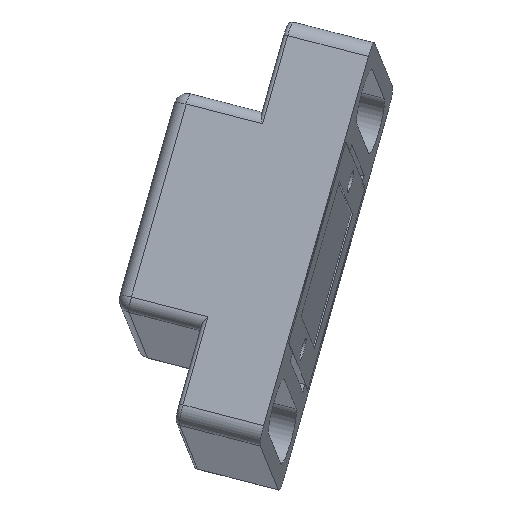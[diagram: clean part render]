
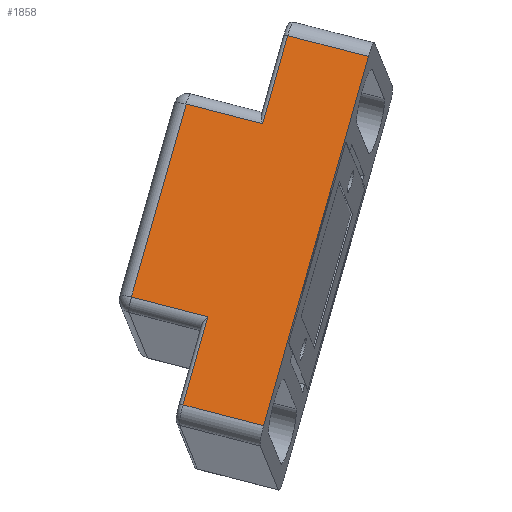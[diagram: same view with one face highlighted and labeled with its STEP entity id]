
A CAD part, left-side view. The second image highlights one B-rep face of the part: STEP entity #1858.
In plain terms, the highlighted planar face has unit normal (-0.975, 0.084, 0.205).
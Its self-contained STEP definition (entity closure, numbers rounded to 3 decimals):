
#627=CARTESIAN_POINT('',(4.956,17.552,-9.882));
#628=VERTEX_POINT('',#627);
#629=CARTESIAN_POINT('',(12.692,5.728,31.788));
#630=VERTEX_POINT('',#629);
#631=CARTESIAN_POINT('',(4.956,17.552,-9.882));
#632=DIRECTION('',(0.176,-0.269,0.947));
#633=VECTOR('',#632,44.);
#634=LINE('',#631,#633);
#635=EDGE_CURVE('',#628,#630,#634,.T.);
#1796=CARTESIAN_POINT('',(5.945,27.685,-9.302));
#1797=DIRECTION('',(0.975,-0.084,-0.205));
#1798=DIRECTION('',(-0.205,0.0,-0.979));
#1799=AXIS2_PLACEMENT_3D('',#1796,#1797,#1798);
#1800=PLANE('',#1799);
#1801=CARTESIAN_POINT('',(9.283,32.483,4.638));
#1802=VERTEX_POINT('',#1801);
#1803=CARTESIAN_POINT('',(8.076,23.846,2.412));
#1804=VERTEX_POINT('',#1803);
#1805=CARTESIAN_POINT('',(9.283,32.483,4.638));
#1806=DIRECTION('',(-0.134,-0.96,-0.247));
#1807=VECTOR('',#1806,9.);
#1808=LINE('',#1805,#1807);
#1809=EDGE_CURVE('',#1802,#1804,#1808,.T.);
#1810=ORIENTED_EDGE('',*,*,#1809,.T.);
#1811=CARTESIAN_POINT('',(6.23,26.668,-7.532));
#1812=VERTEX_POINT('',#1811);
#1813=CARTESIAN_POINT('',(8.076,23.846,2.412));
#1814=DIRECTION('',(-0.176,0.269,-0.947));
#1815=VECTOR('',#1814,10.5);
#1816=LINE('',#1813,#1815);
#1817=EDGE_CURVE('',#1804,#1812,#1816,.T.);
#1818=ORIENTED_EDGE('',*,*,#1817,.T.);
#1819=CARTESIAN_POINT('',(6.23,26.668,-7.532));
#1820=DIRECTION('',(-0.134,-0.96,-0.247));
#1821=VECTOR('',#1820,9.5);
#1822=LINE('',#1819,#1821);
#1823=EDGE_CURVE('',#1812,#628,#1822,.T.);
#1824=ORIENTED_EDGE('',*,*,#1823,.T.);
#1825=ORIENTED_EDGE('',*,*,#635,.T.);
#1826=CARTESIAN_POINT('',(13.966,14.845,34.138));
#1827=VERTEX_POINT('',#1826);
#1828=CARTESIAN_POINT('',(12.692,5.728,31.788));
#1829=DIRECTION('',(0.134,0.96,0.247));
#1830=VECTOR('',#1829,9.5);
#1831=LINE('',#1828,#1830);
#1832=EDGE_CURVE('',#630,#1827,#1831,.T.);
#1833=ORIENTED_EDGE('',*,*,#1832,.T.);
#1834=CARTESIAN_POINT('',(12.12,17.666,24.194));
#1835=VERTEX_POINT('',#1834);
#1836=CARTESIAN_POINT('',(13.966,14.845,34.138));
#1837=DIRECTION('',(-0.176,0.269,-0.947));
#1838=VECTOR('',#1837,10.5);
#1839=LINE('',#1836,#1838);
#1840=EDGE_CURVE('',#1827,#1835,#1839,.T.);
#1841=ORIENTED_EDGE('',*,*,#1840,.T.);
#1842=CARTESIAN_POINT('',(13.327,26.302,26.42));
#1843=VERTEX_POINT('',#1842);
#1844=CARTESIAN_POINT('',(12.12,17.666,24.194));
#1845=DIRECTION('',(0.134,0.96,0.247));
#1846=VECTOR('',#1845,9.);
#1847=LINE('',#1844,#1846);
#1848=EDGE_CURVE('',#1835,#1843,#1847,.T.);
#1849=ORIENTED_EDGE('',*,*,#1848,.T.);
#1850=CARTESIAN_POINT('',(13.327,26.302,26.42));
#1851=DIRECTION('',(-0.176,0.269,-0.947));
#1852=VECTOR('',#1851,23.0);
#1853=LINE('',#1850,#1852);
#1854=EDGE_CURVE('',#1843,#1802,#1853,.T.);
#1855=ORIENTED_EDGE('',*,*,#1854,.T.);
#1856=EDGE_LOOP('',(#1810,#1818,#1824,#1825,#1833,#1841,#1849,#1855));
#1857=FACE_OUTER_BOUND('',#1856,.T.);
#1858=ADVANCED_FACE('',(#1857),#1800,.F.);
